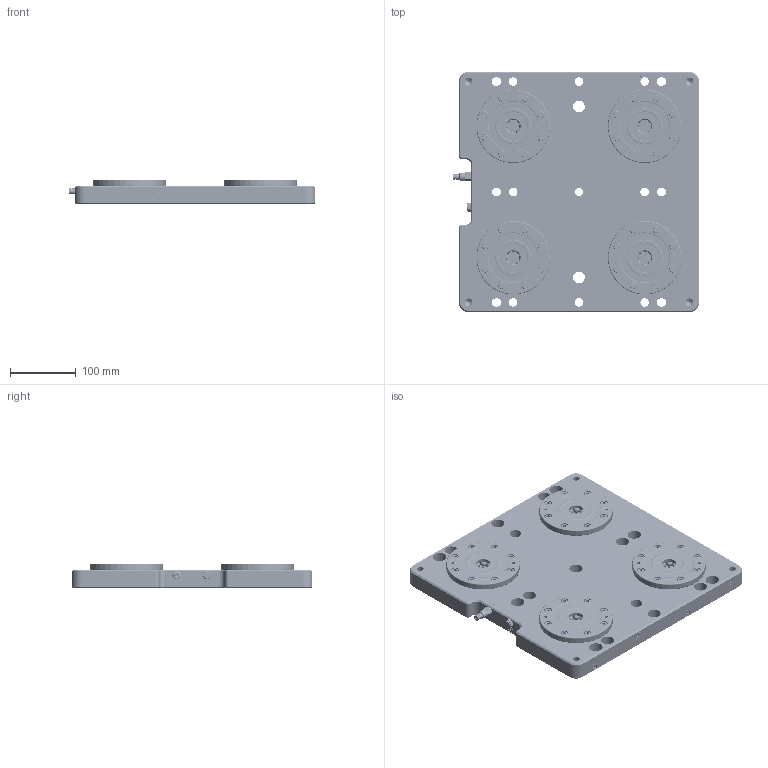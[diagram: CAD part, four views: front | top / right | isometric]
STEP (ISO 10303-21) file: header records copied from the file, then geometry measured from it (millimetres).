
FILE_DESCRIPTION (( 'STEP AP203' ), '1' );
FILE_NAME ('Q10蚾饜源偶.STEP', '2020-05-12T01:20:46', ( '' ), ( '' ), 'SwSTEP 2.0', 'SolidWorks 2018', '' );
FILE_SCHEMA (( 'CONFIG_CONTROL_DESIGN' ));
Length unit declared in the file: millimetre
Products named in the file (3): Q10蚾饜源偶; LQNC-10
Assembly tree (5 placements, depth 2):
  Q10蚾饜源偶
    Q10蚾饜源偶
    LQNC-10  x4
Bounding box: 375 x 366 x 38 mm (x, y, z)
Volume: 3808643 mm3; surface area: 572333.6 mm2
Topology: 41 solids, 114 shells, 3259 faces, 7491 edges, 4543 vertices
Faces by surface type: plane 1112, cylinder 935, cone 676, torus 328, sphere 156, bspline 52
Entity records: 46882 total; most frequent: CARTESIAN_POINT 9860, DIRECTION 8185, ORIENTED_EDGE 7112, EDGE_CURVE 3556, AXIS2_PLACEMENT_3D 3245, VERTEX_POINT 2217, EDGE_LOOP 1899, LINE 1695
